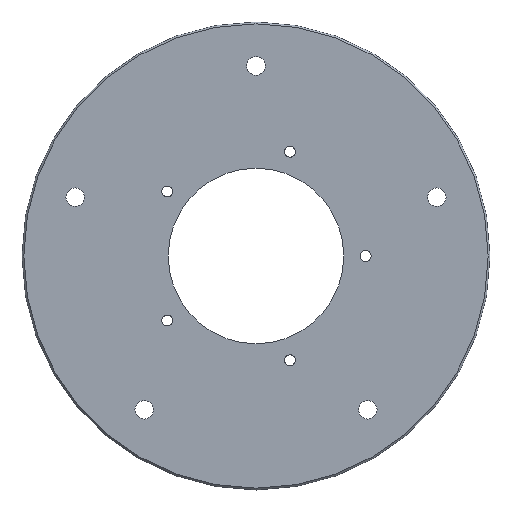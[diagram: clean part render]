
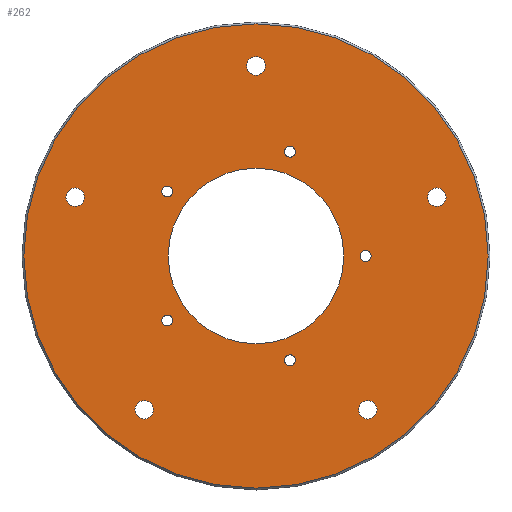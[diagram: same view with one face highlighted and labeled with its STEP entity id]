
A CAD part, left-side view. The second image highlights one B-rep face of the part: STEP entity #262.
In plain terms, the highlighted planar face has unit normal (-1, 0, 0).
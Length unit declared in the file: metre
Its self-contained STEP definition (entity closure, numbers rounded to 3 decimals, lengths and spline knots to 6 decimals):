
#47=ORIENTED_EDGE('',*,*,#96,.F.);
#48=ORIENTED_EDGE('',*,*,#97,.F.);
#49=ORIENTED_EDGE('',*,*,#98,.F.);
#50=ORIENTED_EDGE('',*,*,#99,.F.);
#51=ORIENTED_EDGE('',*,*,#100,.F.);
#52=ORIENTED_EDGE('',*,*,#101,.T.);
#53=ORIENTED_EDGE('',*,*,#102,.T.);
#54=ORIENTED_EDGE('',*,*,#103,.T.);
#55=ORIENTED_EDGE('',*,*,#104,.T.);
#56=ORIENTED_EDGE('',*,*,#105,.T.);
#57=ORIENTED_EDGE('',*,*,#106,.T.);
#58=ORIENTED_EDGE('',*,*,#107,.T.);
#96=EDGE_CURVE('',#121,#121,#146,.T.);
#97=EDGE_CURVE('',#122,#122,#147,.T.);
#98=EDGE_CURVE('',#123,#123,#148,.T.);
#99=EDGE_CURVE('',#124,#124,#149,.T.);
#100=EDGE_CURVE('',#125,#125,#150,.T.);
#101=EDGE_CURVE('',#126,#126,#151,.T.);
#102=EDGE_CURVE('',#127,#127,#152,.T.);
#103=EDGE_CURVE('',#128,#128,#153,.T.);
#104=EDGE_CURVE('',#129,#129,#154,.T.);
#105=EDGE_CURVE('',#130,#130,#155,.T.);
#106=EDGE_CURVE('',#131,#131,#156,.T.);
#107=EDGE_CURVE('',#132,#132,#157,.T.);
#121=VERTEX_POINT('',#441);
#122=VERTEX_POINT('',#443);
#123=VERTEX_POINT('',#445);
#124=VERTEX_POINT('',#447);
#125=VERTEX_POINT('',#449);
#126=VERTEX_POINT('',#451);
#127=VERTEX_POINT('',#453);
#128=VERTEX_POINT('',#455);
#129=VERTEX_POINT('',#457);
#130=VERTEX_POINT('',#459);
#131=VERTEX_POINT('',#461);
#132=VERTEX_POINT('',#463);
#146=CIRCLE('',#304,0.002019);
#147=CIRCLE('',#305,0.002019);
#148=CIRCLE('',#306,0.002019);
#149=CIRCLE('',#307,0.002019);
#150=CIRCLE('',#308,0.002019);
#151=CIRCLE('',#309,0.050403);
#152=CIRCLE('',#310,0.001191);
#153=CIRCLE('',#311,0.001191);
#154=CIRCLE('',#312,0.001191);
#155=CIRCLE('',#313,0.001191);
#156=CIRCLE('',#314,0.001191);
#157=CIRCLE('',#315,0.01905);
#172=EDGE_LOOP('',(#47));
#173=EDGE_LOOP('',(#48));
#174=EDGE_LOOP('',(#49));
#175=EDGE_LOOP('',(#50));
#176=EDGE_LOOP('',(#51));
#177=EDGE_LOOP('',(#52));
#178=EDGE_LOOP('',(#53));
#179=EDGE_LOOP('',(#54));
#180=EDGE_LOOP('',(#55));
#181=EDGE_LOOP('',(#56));
#182=EDGE_LOOP('',(#57));
#183=EDGE_LOOP('',(#58));
#222=FACE_BOUND('',#172,.T.);
#223=FACE_BOUND('',#173,.T.);
#224=FACE_BOUND('',#174,.T.);
#225=FACE_BOUND('',#175,.T.);
#226=FACE_BOUND('',#176,.T.);
#227=FACE_BOUND('',#177,.T.);
#228=FACE_BOUND('',#178,.T.);
#229=FACE_BOUND('',#179,.T.);
#230=FACE_BOUND('',#180,.T.);
#231=FACE_BOUND('',#181,.T.);
#232=FACE_BOUND('',#182,.T.);
#233=FACE_BOUND('',#183,.T.);
#259=PLANE('',#303);
#262=ADVANCED_FACE('',(#222,#223,#224,#225,#226,#227,#228,#229,#230,#231,
#232,#233),#259,.T.);
#303=AXIS2_PLACEMENT_3D('',#439,#360,#361);
#304=AXIS2_PLACEMENT_3D('',#440,#362,#363);
#305=AXIS2_PLACEMENT_3D('',#442,#364,#365);
#306=AXIS2_PLACEMENT_3D('',#444,#366,#367);
#307=AXIS2_PLACEMENT_3D('',#446,#368,#369);
#308=AXIS2_PLACEMENT_3D('',#448,#370,#371);
#309=AXIS2_PLACEMENT_3D('',#450,#372,#373);
#310=AXIS2_PLACEMENT_3D('',#452,#374,#375);
#311=AXIS2_PLACEMENT_3D('',#454,#376,#377);
#312=AXIS2_PLACEMENT_3D('',#456,#378,#379);
#313=AXIS2_PLACEMENT_3D('',#458,#380,#381);
#314=AXIS2_PLACEMENT_3D('',#460,#382,#383);
#315=AXIS2_PLACEMENT_3D('',#462,#384,#385);
#360=DIRECTION('',(-1.,0.,0.));
#361=DIRECTION('',(0.,0.,1.));
#362=DIRECTION('',(-1.,0.,0.));
#363=DIRECTION('',(0.,0.,1.));
#364=DIRECTION('',(-1.,0.,0.));
#365=DIRECTION('',(0.,0.,1.));
#366=DIRECTION('',(-1.,0.,0.));
#367=DIRECTION('',(0.,0.,1.));
#368=DIRECTION('',(-1.,0.,0.));
#369=DIRECTION('',(0.,0.,1.));
#370=DIRECTION('',(-1.,0.,0.));
#371=DIRECTION('',(0.,0.,1.));
#372=DIRECTION('',(-1.,0.,0.));
#373=DIRECTION('',(0.,0.,-1.));
#374=DIRECTION('',(1.,0.,0.));
#375=DIRECTION('',(0.,0.951,0.309));
#376=DIRECTION('',(1.,0.,0.));
#377=DIRECTION('',(0.,0.588,-0.809));
#378=DIRECTION('',(1.,0.,0.));
#379=DIRECTION('',(0.,-0.588,-0.809));
#380=DIRECTION('',(1.,0.,0.));
#381=DIRECTION('',(0.,-0.951,0.309));
#382=DIRECTION('',(1.,0.,0.));
#383=DIRECTION('',(0.,0.,1.));
#384=DIRECTION('',(1.,0.,0.));
#385=DIRECTION('',(0.,0.,1.));
#439=CARTESIAN_POINT('',(-0.415492,-0.176801,0.0335));
#440=CARTESIAN_POINT('',(-0.415492,-0.137546,0.046255));
#441=CARTESIAN_POINT('',(-0.415492,-0.137546,0.048274));
#442=CARTESIAN_POINT('',(-0.415492,-0.176801,0.074775));
#443=CARTESIAN_POINT('',(-0.415492,-0.176801,0.076795));
#444=CARTESIAN_POINT('',(-0.415492,-0.216056,0.046255));
#445=CARTESIAN_POINT('',(-0.415492,-0.216056,0.048274));
#446=CARTESIAN_POINT('',(-0.415492,-0.201062,0.000108));
#447=CARTESIAN_POINT('',(-0.415492,-0.201062,0.002127));
#448=CARTESIAN_POINT('',(-0.415492,-0.15254,0.000108));
#449=CARTESIAN_POINT('',(-0.415492,-0.15254,0.002127));
#450=CARTESIAN_POINT('',(-0.415492,-0.176801,0.0335));
#451=CARTESIAN_POINT('',(-0.415492,-0.176801,-0.016903));
#452=CARTESIAN_POINT('',(-0.415492,-0.184159,0.056147));
#453=CARTESIAN_POINT('',(-0.415492,-0.183027,0.056515));
#454=CARTESIAN_POINT('',(-0.415492,-0.157536,0.047497));
#455=CARTESIAN_POINT('',(-0.415492,-0.156836,0.046534));
#456=CARTESIAN_POINT('',(-0.415492,-0.157536,0.019504));
#457=CARTESIAN_POINT('',(-0.415492,-0.158236,0.01854));
#458=CARTESIAN_POINT('',(-0.415492,-0.184159,0.010853));
#459=CARTESIAN_POINT('',(-0.415492,-0.185292,0.011221));
#460=CARTESIAN_POINT('',(-0.415492,-0.200613,0.0335));
#461=CARTESIAN_POINT('',(-0.415492,-0.200613,0.034691));
#462=CARTESIAN_POINT('',(-0.415492,-0.176801,0.0335));
#463=CARTESIAN_POINT('',(-0.415492,-0.176801,0.05255));
